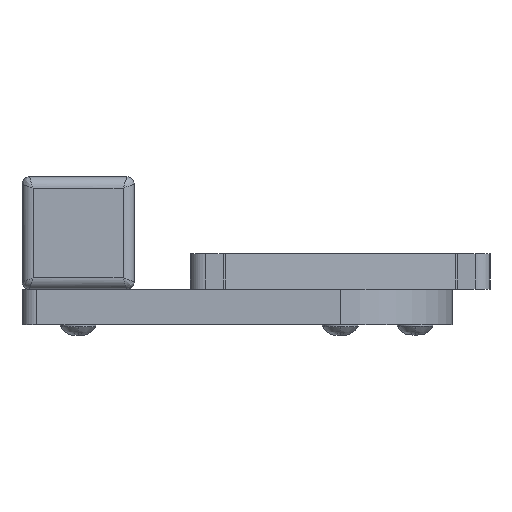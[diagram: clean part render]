
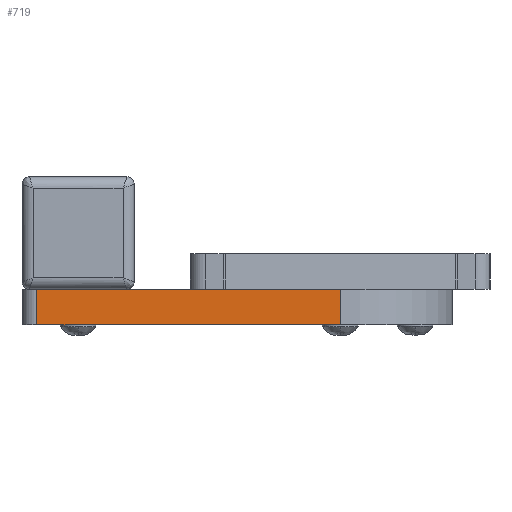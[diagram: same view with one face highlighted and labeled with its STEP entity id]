
A CAD part, left-side view. The second image highlights one B-rep face of the part: STEP entity #719.
In plain terms, the highlighted planar face has unit normal (-1, 0, 0).
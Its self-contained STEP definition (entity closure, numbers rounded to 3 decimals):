
#73=DIRECTION('',(0.,-1.,0.));
#74=VECTOR('',#73,81.);
#75=CARTESIAN_POINT('',(-30.,81.,-4.765));
#76=LINE('',#75,#74);
#200=DIRECTION('',(0.,-1.,0.));
#201=VECTOR('',#200,81.);
#202=CARTESIAN_POINT('',(-30.,81.,4.765));
#203=LINE('',#202,#201);
#260=DIRECTION('',(0.,0.,1.));
#261=VECTOR('',#260,9.53);
#262=CARTESIAN_POINT('',(-30.,0.,-4.765));
#263=LINE('',#262,#261);
#264=DIRECTION('',(0.,0.,-1.));
#265=VECTOR('',#264,9.53);
#266=CARTESIAN_POINT('',(-30.,81.,4.765));
#267=LINE('',#266,#265);
#324=CARTESIAN_POINT('',(-30.,81.,-4.765));
#326=VERTEX_POINT('',#324);
#330=CARTESIAN_POINT('',(-30.,81.,4.765));
#331=VERTEX_POINT('',#330);
#340=CARTESIAN_POINT('',(-30.,0.,-4.765));
#341=VERTEX_POINT('',#340);
#344=CARTESIAN_POINT('',(-30.,0.,4.765));
#345=VERTEX_POINT('',#344);
#708=CARTESIAN_POINT('',(-30.,85.,-4.765));
#709=DIRECTION('',(-1.,0.,0.));
#710=DIRECTION('',(0.,-1.,0.));
#711=AXIS2_PLACEMENT_3D('',#708,#709,#710);
#712=PLANE('',#711);
#713=ORIENTED_EDGE('',*,*,#651,.F.);
#714=ORIENTED_EDGE('',*,*,#475,.T.);
#715=ORIENTED_EDGE('',*,*,#701,.F.);
#716=ORIENTED_EDGE('',*,*,#355,.F.);
#717=EDGE_LOOP('',(#713,#714,#715,#716));
#718=FACE_OUTER_BOUND('',#717,.F.);
#719=ADVANCED_FACE('',(#718),#712,.T.);
#355=EDGE_CURVE('',#326,#341,#76,.T.);
#475=EDGE_CURVE('',#331,#345,#203,.T.);
#651=EDGE_CURVE('',#331,#326,#267,.T.);
#701=EDGE_CURVE('',#341,#345,#263,.T.);
